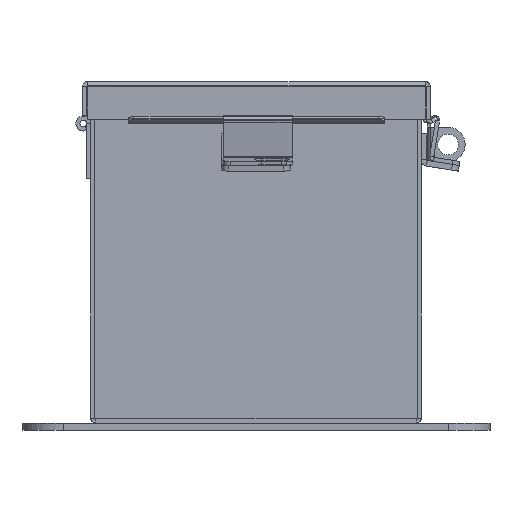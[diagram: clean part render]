
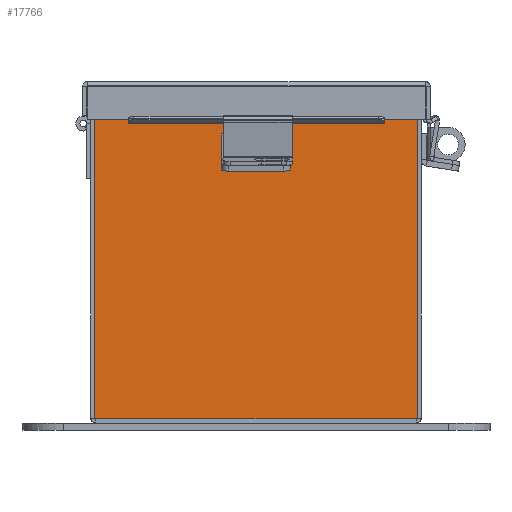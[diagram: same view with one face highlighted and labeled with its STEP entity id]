
A CAD part, front view. The second image highlights one B-rep face of the part: STEP entity #17766.
In plain terms, the highlighted face is planar.
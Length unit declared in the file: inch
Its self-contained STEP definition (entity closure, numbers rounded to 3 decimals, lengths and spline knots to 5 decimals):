
#4 = AXIS2_PLACEMENT_3D ( 'NONE', #6841, #21030, #8861 ) ;
#20 = ORIENTED_EDGE ( 'NONE', *, *, #7184, .T. ) ;
#36 = CARTESIAN_POINT ( 'NONE',  ( -2.9253, 0., 2.9253 ) ) ;
#536 = VERTEX_POINT ( 'NONE', #9288 ) ;
#930 = VERTEX_POINT ( 'NONE', #10610 ) ;
#1289 = LINE ( 'NONE', #19826, #17442 ) ;
#1777 = ORIENTED_EDGE ( 'NONE', *, *, #9275, .T. ) ;
#1786 = CARTESIAN_POINT ( 'NONE',  ( -2.9253, 0., -2.9253 ) ) ;
#2505 = CARTESIAN_POINT ( 'NONE',  ( 2.9253, 0., 2.9253 ) ) ;
#3054 = ORIENTED_EDGE ( 'NONE', *, *, #7111, .T. ) ;
#3119 = LINE ( 'NONE', #2505, #19905 ) ;
#3207 = AXIS2_PLACEMENT_3D ( 'NONE', #10555, #24715, #12622 ) ;
#3404 = ORIENTED_EDGE ( 'NONE', *, *, #21109, .F. ) ;
#3850 = ORIENTED_EDGE ( 'NONE', *, *, #5867, .F. ) ;
#4064 = CARTESIAN_POINT ( 'NONE',  ( -2.61965, 0., 0. ) ) ;
#4126 = VECTOR ( 'NONE', #20273, 39.37008 ) ;
#4194 = VERTEX_POINT ( 'NONE', #24535 ) ;
#4494 = ORIENTED_EDGE ( 'NONE', *, *, #19013, .T. ) ;
#4844 = CARTESIAN_POINT ( 'NONE',  ( 2.61965, 0., 0. ) ) ;
#4961 = VERTEX_POINT ( 'NONE', #11377 ) ;
#5080 = EDGE_CURVE ( 'NONE', #5100, #9566, #7272, .T. ) ;
#5100 = VERTEX_POINT ( 'NONE', #9750 ) ;
#5107 = LINE ( 'NONE', #15978, #15268 ) ;
#5224 = VECTOR ( 'NONE', #11778, 39.37008 ) ;
#5867 = EDGE_CURVE ( 'NONE', #25940, #23082, #6301, .T. ) ;
#5949 = EDGE_CURVE ( 'NONE', #6295, #536, #15199, .T. ) ;
#6274 = VECTOR ( 'NONE', #14382, 39.37008 ) ;
#6295 = VERTEX_POINT ( 'NONE', #18353 ) ;
#6301 = CIRCLE ( 'NONE', #3207, 0.01868 ) ;
#6310 = EDGE_CURVE ( 'NONE', #930, #4194, #6916, .T. ) ;
#6451 = DIRECTION ( 'NONE',  ( 0., 0., 1. ) ) ;
#6841 = CARTESIAN_POINT ( 'NONE',  ( 2.60098, 0., 2.87495 ) ) ;
#6916 = LINE ( 'NONE', #36, #6274 ) ;
#7111 = EDGE_CURVE ( 'NONE', #12827, #4961, #22436, .T. ) ;
#7184 = EDGE_CURVE ( 'NONE', #4194, #18761, #3119, .T. ) ;
#7272 = LINE ( 'NONE', #23943, #12711 ) ;
#7658 = CARTESIAN_POINT ( 'NONE',  ( -2.9253, 0., -2.9253 ) ) ;
#8179 = PLANE ( 'NONE',  #19766 ) ;
#8640 = EDGE_LOOP ( 'NONE', ( #15939, #3850, #18552, #3054, #21594, #9021, #3404, #20881, #20, #1777, #4494, #12944 ) ) ;
#8861 = DIRECTION ( 'NONE',  ( 0., 0., -1. ) ) ;
#9021 = ORIENTED_EDGE ( 'NONE', *, *, #5949, .F. ) ;
#9275 = EDGE_CURVE ( 'NONE', #18761, #20743, #11889, .T. ) ;
#9288 = CARTESIAN_POINT ( 'NONE',  ( 2.5823, 0., 2.87495 ) ) ;
#9483 = CARTESIAN_POINT ( 'NONE',  ( -2.61965, 0., 2.87495 ) ) ;
#9566 = VERTEX_POINT ( 'NONE', #25123 ) ;
#9750 = CARTESIAN_POINT ( 'NONE',  ( -2.9253, 0., 2.9253 ) ) ;
#10255 = DIRECTION ( 'NONE',  ( 1., 0., 0. ) ) ;
#10555 = CARTESIAN_POINT ( 'NONE',  ( -2.60097, 0., 2.87495 ) ) ;
#10610 = CARTESIAN_POINT ( 'NONE',  ( 2.61965, 0., 2.9253 ) ) ;
#11377 = CARTESIAN_POINT ( 'NONE',  ( 2.5823, 0., 2.9123 ) ) ;
#11501 = FACE_OUTER_BOUND ( 'NONE', #8640, .T. ) ;
#11778 = DIRECTION ( 'NONE',  ( -1., 0., 0. ) ) ;
#11838 = DIRECTION ( 'NONE',  ( 1., 0., 0. ) ) ;
#11889 = LINE ( 'NONE', #1786, #5224 ) ;
#11892 = DIRECTION ( 'NONE',  ( 0., 0., 1. ) ) ;
#12051 = LINE ( 'NONE', #4064, #4126 ) ;
#12285 = DIRECTION ( 'NONE',  ( 0., 0., -1. ) ) ;
#12622 = DIRECTION ( 'NONE',  ( 0., 0., -1. ) ) ;
#12711 = VECTOR ( 'NONE', #11838, 39.37008 ) ;
#12827 = VERTEX_POINT ( 'NONE', #26114 ) ;
#12944 = ORIENTED_EDGE ( 'NONE', *, *, #5080, .T. ) ;
#12993 = DIRECTION ( 'NONE',  ( 0., 0., -1. ) ) ;
#14382 = DIRECTION ( 'NONE',  ( 1., 0., 0. ) ) ;
#14439 = CARTESIAN_POINT ( 'NONE',  ( 2.5823, 0., 0. ) ) ;
#14442 = CARTESIAN_POINT ( 'NONE',  ( -2.5823, 0., 2.87495 ) ) ;
#15182 = VECTOR ( 'NONE', #10255, 39.37008 ) ;
#15199 = CIRCLE ( 'NONE', #4, 0.01868 ) ;
#15268 = VECTOR ( 'NONE', #11892, 39.37008 ) ;
#15764 = DIRECTION ( 'NONE',  ( 0., 0., -1. ) ) ;
#15939 = ORIENTED_EDGE ( 'NONE', *, *, #19770, .F. ) ;
#15978 = CARTESIAN_POINT ( 'NONE',  ( -2.9253, 0., 2.9253 ) ) ;
#16677 = DIRECTION ( 'NONE',  ( 0., 0., -1. ) ) ;
#17442 = VECTOR ( 'NONE', #15764, 39.37008 ) ;
#17749 = VECTOR ( 'NONE', #6451, 39.37008 ) ;
#17766 = ADVANCED_FACE ( 'NONE', ( #11501 ), #8179, .F. ) ;
#18353 = CARTESIAN_POINT ( 'NONE',  ( 2.61965, 0., 2.87495 ) ) ;
#18552 = ORIENTED_EDGE ( 'NONE', *, *, #19650, .F. ) ;
#18761 = VERTEX_POINT ( 'NONE', #22774 ) ;
#19013 = EDGE_CURVE ( 'NONE', #20743, #5100, #5107, .T. ) ;
#19650 = EDGE_CURVE ( 'NONE', #12827, #25940, #1289, .T. ) ;
#19766 = AXIS2_PLACEMENT_3D ( 'NONE', #22358, #24401, #12285 ) ;
#19770 = EDGE_CURVE ( 'NONE', #23082, #9566, #12051, .T. ) ;
#19826 = CARTESIAN_POINT ( 'NONE',  ( -2.5823, 0., 0. ) ) ;
#19855 = EDGE_CURVE ( 'NONE', #536, #4961, #25022, .T. ) ;
#19905 = VECTOR ( 'NONE', #16677, 39.37008 ) ;
#20273 = DIRECTION ( 'NONE',  ( 0., 0., 1. ) ) ;
#20580 = VECTOR ( 'NONE', #12993, 39.37008 ) ;
#20743 = VERTEX_POINT ( 'NONE', #7658 ) ;
#20881 = ORIENTED_EDGE ( 'NONE', *, *, #6310, .T. ) ;
#21030 = DIRECTION ( 'NONE',  ( 0., 1., 0. ) ) ;
#21109 = EDGE_CURVE ( 'NONE', #930, #6295, #25922, .T. ) ;
#21594 = ORIENTED_EDGE ( 'NONE', *, *, #19855, .F. ) ;
#22358 = CARTESIAN_POINT ( 'NONE',  ( 0., 0., 0. ) ) ;
#22392 = CARTESIAN_POINT ( 'NONE',  ( -2.5823, 0., 2.9123 ) ) ;
#22436 = LINE ( 'NONE', #22392, #15182 ) ;
#22774 = CARTESIAN_POINT ( 'NONE',  ( 2.9253, 0., -2.9253 ) ) ;
#23082 = VERTEX_POINT ( 'NONE', #9483 ) ;
#23943 = CARTESIAN_POINT ( 'NONE',  ( -2.9253, 0., 2.9253 ) ) ;
#24401 = DIRECTION ( 'NONE',  ( 0., -1., 0. ) ) ;
#24535 = CARTESIAN_POINT ( 'NONE',  ( 2.9253, 0., 2.9253 ) ) ;
#24715 = DIRECTION ( 'NONE',  ( 0., 1., 0. ) ) ;
#25022 = LINE ( 'NONE', #14439, #17749 ) ;
#25123 = CARTESIAN_POINT ( 'NONE',  ( -2.61965, 0., 2.9253 ) ) ;
#25922 = LINE ( 'NONE', #4844, #20580 ) ;
#25940 = VERTEX_POINT ( 'NONE', #14442 ) ;
#26114 = CARTESIAN_POINT ( 'NONE',  ( -2.5823, 0., 2.9123 ) ) ;
